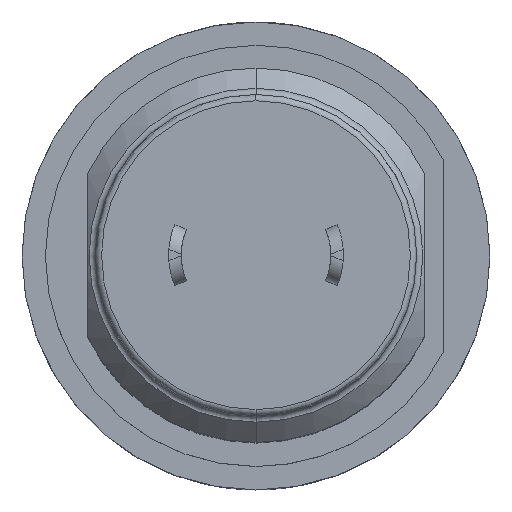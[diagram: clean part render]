
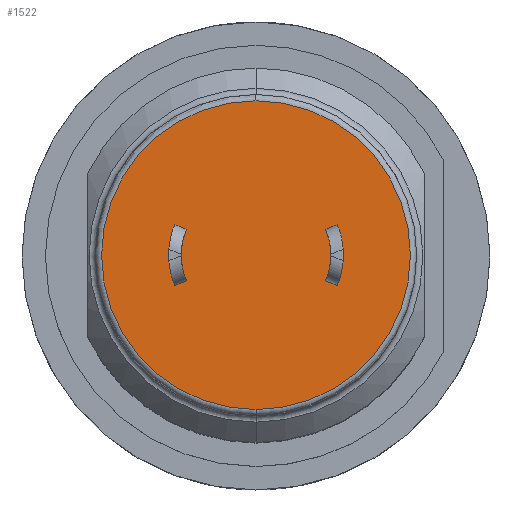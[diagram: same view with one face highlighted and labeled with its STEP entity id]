
A CAD part, top view. The second image highlights one B-rep face of the part: STEP entity #1522.
In plain terms, the highlighted planar face has unit normal (0, 0, 1).
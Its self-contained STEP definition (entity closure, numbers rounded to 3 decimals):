
#507=CARTESIAN_POINT('',(0.,0.,14.4));
#508=DIRECTION('',(0.,0.,-1.));
#509=DIRECTION('',(0.,-1.,0.));
#510=AXIS2_PLACEMENT_3D('',#507,#508,#509);
#512=CARTESIAN_POINT('',(0.,0.,14.4));
#513=DIRECTION('',(0.,0.,-1.));
#514=DIRECTION('',(0.,1.,0.));
#515=AXIS2_PLACEMENT_3D('',#512,#513,#514);
#883=CARTESIAN_POINT('',(0.,-4.95,14.4));
#884=VERTEX_POINT('',#883);
#885=CARTESIAN_POINT('',(0.,4.95,14.4));
#886=VERTEX_POINT('',#885);
#1513=CARTESIAN_POINT('',(0.,0.,14.4));
#1514=DIRECTION('',(0.,0.,1.));
#1515=DIRECTION('',(0.,1.,0.));
#1516=AXIS2_PLACEMENT_3D('',#1513,#1514,#1515);
#1517=PLANE('',#1516);
#1518=ORIENTED_EDGE('',*,*,#1494,.T.);
#1519=ORIENTED_EDGE('',*,*,#1477,.T.);
#1520=EDGE_LOOP('',(#1518,#1519));
#1521=FACE_OUTER_BOUND('',#1520,.F.);
#1522=ADVANCED_FACE('',(#1521),#1517,.T.);
#511=CIRCLE('',#510,4.95);
#516=CIRCLE('',#515,4.95);
#1477=EDGE_CURVE('',#886,#884,#516,.T.);
#1494=EDGE_CURVE('',#884,#886,#511,.T.);
